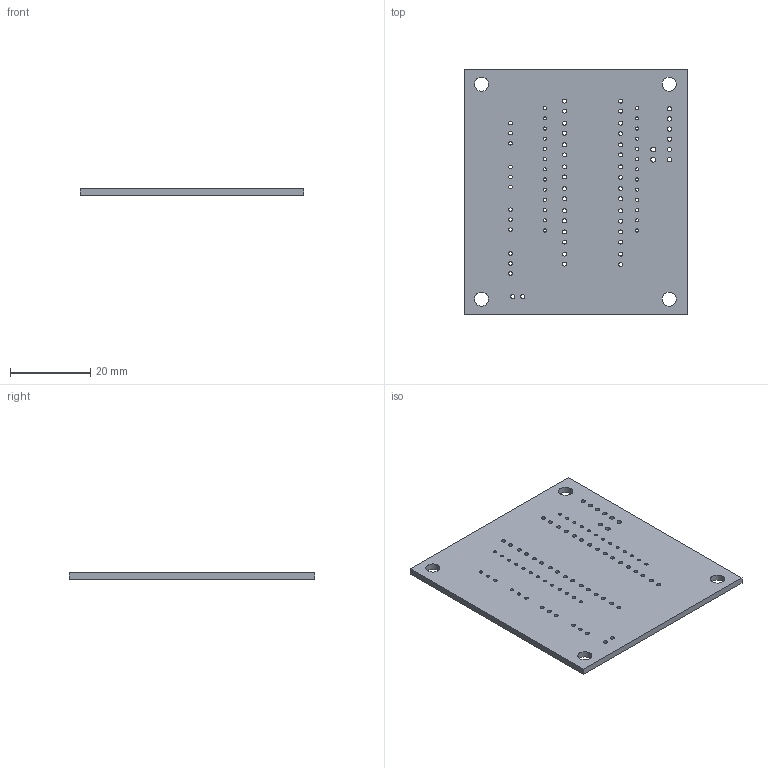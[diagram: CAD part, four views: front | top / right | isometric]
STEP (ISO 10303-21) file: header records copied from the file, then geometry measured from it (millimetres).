
FILE_DESCRIPTION(('Designed by EasyEDA Pro'),'2;1');
FILE_NAME('Open CASCADE Shape Model','2024-12-13T02:05:48',('Author'),( 'Open CASCADE'),'Open CASCADE STEP processor 7.8','Open CASCADE 7.8' ,'Unknown');
FILE_SCHEMA(('AUTOMOTIVE_DESIGN { 1 0 10303 214 1 1 1 1 }'));
Length unit declared in the file: millimetre
Products named in the file (4): PCBModel; TopTrack; BottomTrack; Board
Assembly tree (3 placements, depth 2):
  PCBModel
    TopTrack
    BottomTrack
    Board
Bounding box: 55.73 x 61.32 x 1.6 mm (x, y, z)
Volume: 5317.3 mm3; surface area: 7465.8 mm2
Topology: 1 solids, 1 shells, 178 faces, 528 edges, 352 vertices
Faces by surface type: cylinder 168, plane 10
Entity records: 7812 total; most frequent: DIRECTION 1228, CARTESIAN_POINT 1062, ORIENTED_EDGE 1056, EDGE_CURVE 528, AXIS2_PLACEMENT_3D 518, VERTEX_POINT 352, FACE_BOUND 346, EDGE_LOOP 346
